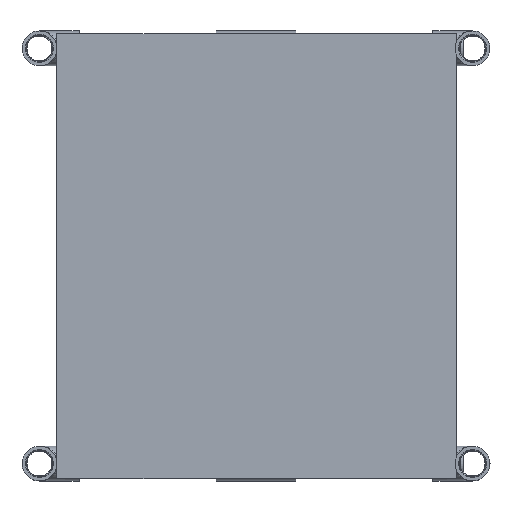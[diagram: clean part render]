
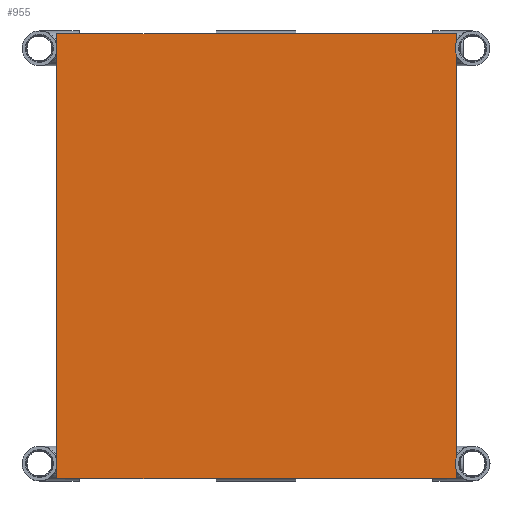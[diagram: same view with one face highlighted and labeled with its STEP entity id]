
A CAD part, top view. The second image highlights one B-rep face of the part: STEP entity #955.
In plain terms, the highlighted planar face has unit normal (0, 0, 1).
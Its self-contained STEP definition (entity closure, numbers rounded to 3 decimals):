
#104=PLANE('',#1110);
#168=LINE('',#3294,#205);
#171=LINE('',#3300,#208);
#174=LINE('',#3306,#211);
#177=LINE('',#3310,#214);
#205=VECTOR('',#1388,10.);
#208=VECTOR('',#1393,10.);
#211=VECTOR('',#1398,10.);
#214=VECTOR('',#1403,10.);
#280=FACE_OUTER_BOUND('',#353,.T.);
#353=EDGE_LOOP('',(#876,#877,#878,#879));
#497=VERTEX_POINT('',#3291);
#498=VERTEX_POINT('',#3293);
#500=VERTEX_POINT('',#3299);
#502=VERTEX_POINT('',#3305);
#620=EDGE_CURVE('',#498,#497,#168,.T.);
#623=EDGE_CURVE('',#500,#498,#171,.T.);
#626=EDGE_CURVE('',#502,#500,#174,.T.);
#629=EDGE_CURVE('',#497,#502,#177,.T.);
#876=ORIENTED_EDGE('',*,*,#629,.T.);
#877=ORIENTED_EDGE('',*,*,#626,.T.);
#878=ORIENTED_EDGE('',*,*,#623,.T.);
#879=ORIENTED_EDGE('',*,*,#620,.T.);
#955=ADVANCED_FACE('',(#280),#104,.T.);
#1110=AXIS2_PLACEMENT_3D('',#3311,#1404,#1405);
#1388=DIRECTION('',(0.,1.,0.));
#1393=DIRECTION('',(1.,0.,0.));
#1398=DIRECTION('',(0.,-1.,0.));
#1403=DIRECTION('',(-1.,0.,0.));
#1404=DIRECTION('center_axis',(0.,0.,1.));
#1405=DIRECTION('ref_axis',(1.,0.,0.));
#3291=CARTESIAN_POINT('',(494.874,70.108,723.965));
#3293=CARTESIAN_POINT('',(494.874,-286.09,723.965));
#3294=CARTESIAN_POINT('',(494.874,70.108,723.965));
#3299=CARTESIAN_POINT('',(175.179,-286.09,723.965));
#3300=CARTESIAN_POINT('',(494.874,-286.09,723.965));
#3305=CARTESIAN_POINT('',(175.179,70.108,723.965));
#3306=CARTESIAN_POINT('',(175.179,-286.09,723.965));
#3310=CARTESIAN_POINT('',(175.179,70.108,723.965));
#3311=CARTESIAN_POINT('Origin',(335.026,-107.991,723.965));
